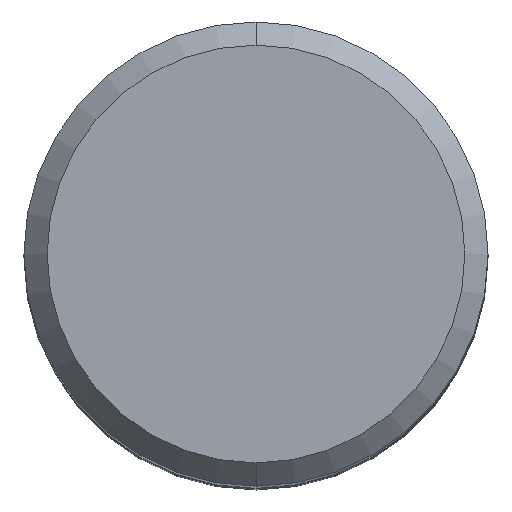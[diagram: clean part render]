
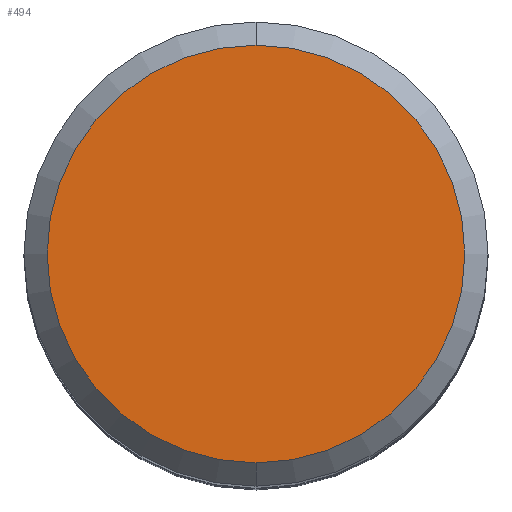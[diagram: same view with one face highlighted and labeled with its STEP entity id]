
A CAD part, top view. The second image highlights one B-rep face of the part: STEP entity #494.
In plain terms, the highlighted planar face has unit normal (0, 0, 1).
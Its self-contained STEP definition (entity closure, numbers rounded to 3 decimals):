
#438=VERTEX_POINT('',#831);
#442=EDGE_CURVE('',#438,#512,#835,.T.);
#494=ADVANCED_FACE('',(#892),#893,.T.);
#502=EDGE_CURVE('',#512,#438,#902,.T.);
#512=VERTEX_POINT('',#914);
#831=CARTESIAN_POINT('',(0.,-9.0,0.0));
#835=CIRCLE('',#1540,9.0);
#892=FACE_OUTER_BOUND('',#1686,.T.);
#893=PLANE('',#1687);
#902=CIRCLE('',#1698,9.0);
#914=CARTESIAN_POINT('',(0.0,9.0,0.0));
#1540=AXIS2_PLACEMENT_3D('',#2159,#2160,#2161);
#1686=EDGE_LOOP('',(#2222,#2223));
#1687=AXIS2_PLACEMENT_3D('',#2224,#2225,#2226);
#1698=AXIS2_PLACEMENT_3D('',#2238,#2239,#2240);
#2159=CARTESIAN_POINT('',(0.0,0.0,0.0));
#2160=DIRECTION('',(0.0,0.0,-1.0));
#2161=DIRECTION('',(0.0,1.0,0.0));
#2222=ORIENTED_EDGE('',*,*,#502,.F.);
#2223=ORIENTED_EDGE('',*,*,#442,.F.);
#2224=CARTESIAN_POINT('',(0.0,4.5,0.0));
#2225=DIRECTION('',(-0.0,0.0,1.0));
#2226=DIRECTION('',(0.0,-1.0,0.0));
#2238=CARTESIAN_POINT('',(0.0,0.0,0.0));
#2239=DIRECTION('',(0.0,0.0,-1.0));
#2240=DIRECTION('',(0.0,1.0,0.0));
